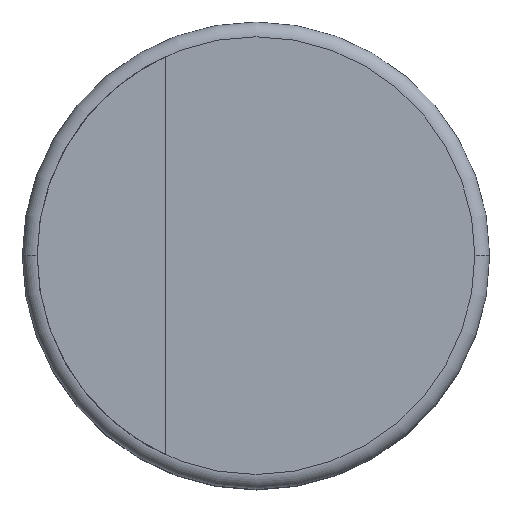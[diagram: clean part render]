
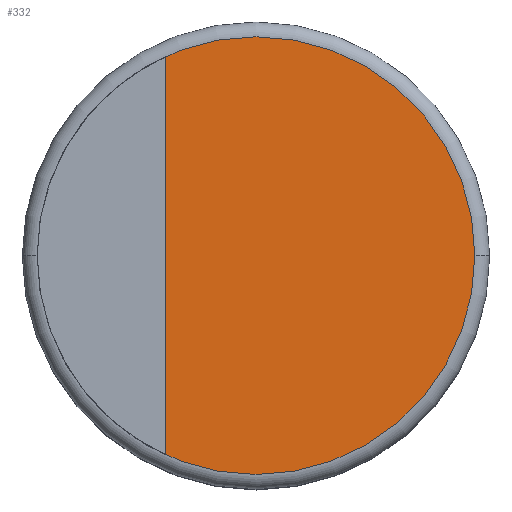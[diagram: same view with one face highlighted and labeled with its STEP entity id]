
A CAD part, top view. The second image highlights one B-rep face of the part: STEP entity #332.
In plain terms, the highlighted planar face has unit normal (0, 0, 1).
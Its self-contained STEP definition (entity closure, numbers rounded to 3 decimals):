
#37 = CARTESIAN_POINT ( 'NONE',  ( -2.95, 0., 5.2 ) ) ;
#60 = AXIS2_PLACEMENT_3D ( 'NONE', #354, #356, #781 ) ;
#83 = VERTEX_POINT ( 'NONE', #672 ) ;
#144 = CARTESIAN_POINT ( 'NONE',  ( 0., 0., 5.2 ) ) ;
#196 = ORIENTED_EDGE ( 'NONE', *, *, #835, .F. ) ;
#247 = EDGE_LOOP ( 'NONE', ( #297, #196 ) ) ;
#255 = CIRCLE ( 'NONE', #315, 2.95 ) ;
#297 = ORIENTED_EDGE ( 'NONE', *, *, #858, .F. ) ;
#298 = DIRECTION ( 'NONE',  ( 1., 0., 0. ) ) ;
#315 = AXIS2_PLACEMENT_3D ( 'NONE', #144, #643, #926 ) ;
#332 = ADVANCED_FACE ( 'NONE', ( #685 ), #336, .T. ) ;
#336 = PLANE ( 'NONE',  #721 ) ;
#354 = CARTESIAN_POINT ( 'NONE',  ( 0., 0., 5.2 ) ) ;
#356 = DIRECTION ( 'NONE',  ( 0., 0., -1. ) ) ;
#442 = CIRCLE ( 'NONE', #60, 2.95 ) ;
#514 = VERTEX_POINT ( 'NONE', #37 ) ;
#517 = CARTESIAN_POINT ( 'NONE',  ( 0., 0., 5.2 ) ) ;
#643 = DIRECTION ( 'NONE',  ( 0., 0., -1. ) ) ;
#672 = CARTESIAN_POINT ( 'NONE',  ( 2.95, 0., 5.2 ) ) ;
#685 = FACE_OUTER_BOUND ( 'NONE', #247, .T. ) ;
#721 = AXIS2_PLACEMENT_3D ( 'NONE', #517, #892, #298 ) ;
#781 = DIRECTION ( 'NONE',  ( -1., 0., 0. ) ) ;
#835 = EDGE_CURVE ( 'NONE', #83, #514, #442, .T. ) ;
#858 = EDGE_CURVE ( 'NONE', #514, #83, #255, .T. ) ;
#892 = DIRECTION ( 'NONE',  ( 0., 0., 1. ) ) ;
#926 = DIRECTION ( 'NONE',  ( -1., 0., 0. ) ) ;
